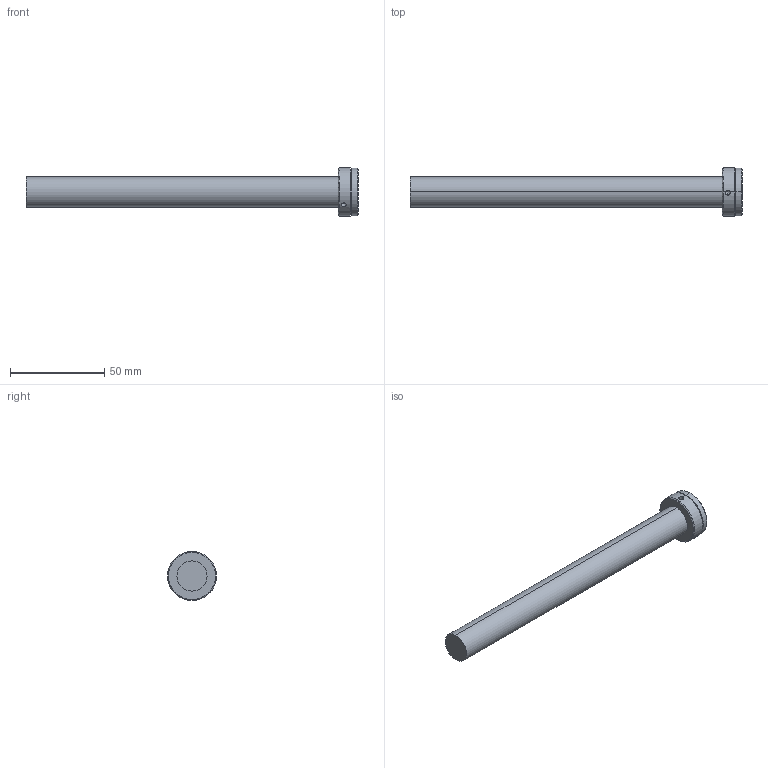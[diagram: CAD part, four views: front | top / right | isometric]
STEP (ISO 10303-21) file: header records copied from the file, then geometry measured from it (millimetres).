
FILE_DESCRIPTION (( 'STEP AP203' ), '1' );
FILE_NAME ('WWL40-150A.STEP', '2018-04-10T01:33:36', ( '' ), ( '' ), 'SwSTEP 2.0', 'SolidWorks 2012', '' );
FILE_SCHEMA (( 'CONFIG_CONTROL_DESIGN' ));
Length unit declared in the file: millimetre
Products named in the file (1): WWL40-150A
Bounding box: 176.4 x 26 x 26 mm (x, y, z)
Volume: 38723 mm3; surface area: 10380.6 mm2
Topology: 1 solids, 1 shells, 29 faces, 65 edges, 37 vertices
Faces by surface type: cylinder 14, cone 10, plane 5
Entity records: 932 total; most frequent: CARTESIAN_POINT 234, DIRECTION 137, ORIENTED_EDGE 118, EDGE_CURVE 59, AXIS2_PLACEMENT_3D 56, VERTEX_POINT 37, EDGE_LOOP 34, FACE_OUTER_BOUND 29
